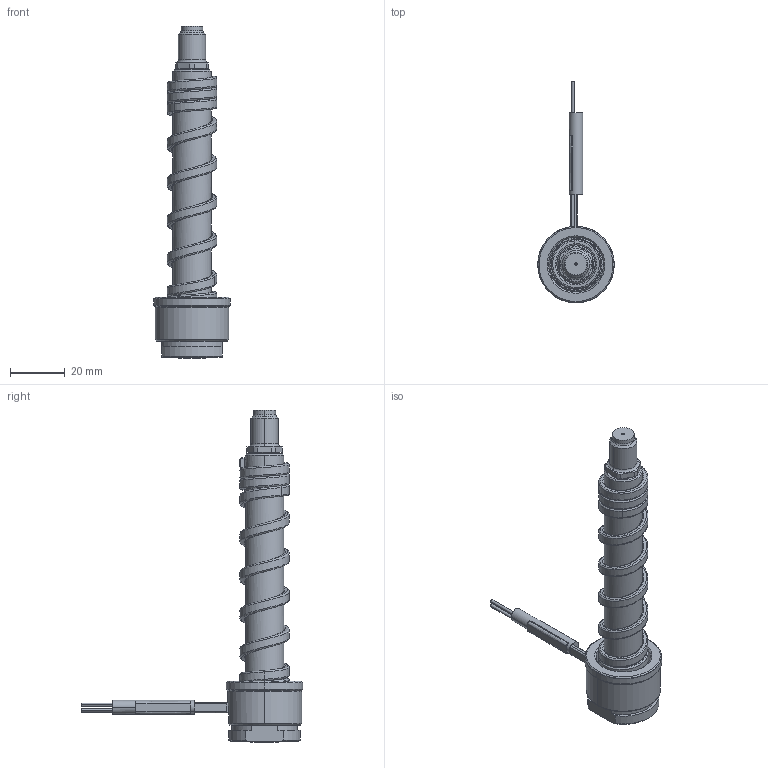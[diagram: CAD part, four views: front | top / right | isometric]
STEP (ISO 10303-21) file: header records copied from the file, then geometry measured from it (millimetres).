
FILE_DESCRIPTION((''),'2;1');
FILE_NAME('ML-116-BEV-N','2014-02-25T',('Íàòàëüÿ'),('IMID'),'PRO/ENGINEER BY PARAMETRIC TECHNOLOGY CORPORATION, 2010180','PRO/ENGINEER BY PARAMETRIC TECHNOLOGY CORPORATION, 2010180','');
FILE_SCHEMA(('CONFIG_CONTROL_DESIGN'));
Length unit declared in the file: millimetre
Products named in the file (1): ML-116-BEV-N
Bounding box: 28 x 81 x 121.2 mm (x, y, z)
Volume: 26032.2 mm3; surface area: 17247 mm2
Topology: 1 solids, 9 shells, 348 faces, 927 edges, 553 vertices
Faces by surface type: cylinder 112, bspline 66, cone 60, plane 58, torus 30, revolution 9, extrusion 7, sphere 6
Entity records: 20357 total; most frequent: CARTESIAN_POINT 12100, ORIENTED_EDGE 1822, DIRECTION 1584, EDGE_CURVE 923, AXIS2_PLACEMENT_3D 636, VERTEX_POINT 553, EDGE_LOOP 374, CIRCLE 369
